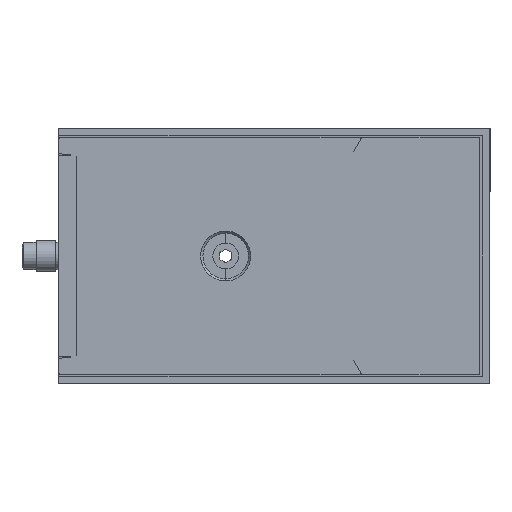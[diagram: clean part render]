
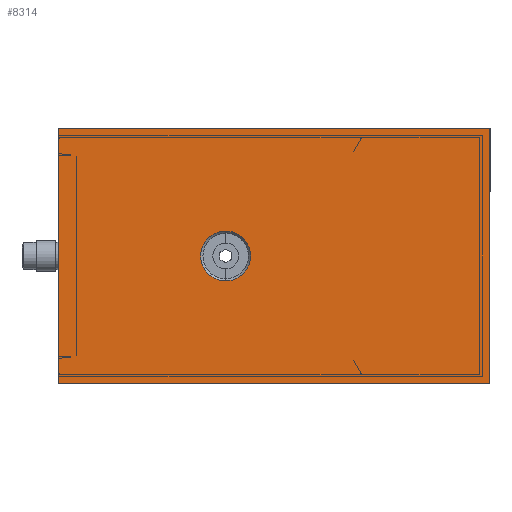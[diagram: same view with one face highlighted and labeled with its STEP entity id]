
A CAD part, left-side view. The second image highlights one B-rep face of the part: STEP entity #8314.
In plain terms, the highlighted planar face has unit normal (-1, 0, 0).
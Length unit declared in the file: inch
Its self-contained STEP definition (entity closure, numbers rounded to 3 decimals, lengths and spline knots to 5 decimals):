
#480 = DIRECTION ( 'NONE',  ( 0., 0., 1. ) ) ;
#481 = CARTESIAN_POINT ( 'NONE',  ( -29.0048, -1.44046, -0.8375 ) ) ;
#523 = DIRECTION ( 'NONE',  ( 0., -1., 0. ) ) ;
#530 = CARTESIAN_POINT ( 'NONE',  ( -29.0048, 1.38181, -0.8375 ) ) ;
#540 = CARTESIAN_POINT ( 'NONE',  ( -29.0048, 1.38181, 0.8375 ) ) ;
#553 = CARTESIAN_POINT ( 'NONE',  ( -29.0048, 1.38181, 0.8375 ) ) ;
#555 = DIRECTION ( 'NONE',  ( 0., 1., 0. ) ) ;
#604 = DIRECTION ( 'NONE',  ( 0., 0., -1. ) ) ;
#884 = ORIENTED_EDGE ( 'NONE', *, *, #4467, .F. ) ;
#885 = ORIENTED_EDGE ( 'NONE', *, *, #4365, .F. ) ;
#886 = ORIENTED_EDGE ( 'NONE', *, *, #4519, .T. ) ;
#887 = ORIENTED_EDGE ( 'NONE', *, *, #4522, .T. ) ;
#888 = ORIENTED_EDGE ( 'NONE', *, *, #4526, .T. ) ;
#889 = ORIENTED_EDGE ( 'NONE', *, *, #4527, .T. ) ;
#1134 = VECTOR ( 'NONE', #480, 39.37008 ) ;
#1137 = VECTOR ( 'NONE', #523, 39.37008 ) ;
#1140 = LINE ( 'NONE', #481, #1134 ) ;
#1142 = LINE ( 'NONE', #530, #1137 ) ;
#1147 = VECTOR ( 'NONE', #604, 39.37008 ) ;
#1149 = LINE ( 'NONE', #540, #1147 ) ;
#1151 = VECTOR ( 'NONE', #555, 39.37008 ) ;
#1156 = LINE ( 'NONE', #553, #1151 ) ;
#1269 = CIRCLE ( 'NONE', #4216, 0.1634 ) ;
#1719 = EDGE_LOOP ( 'NONE', ( #884, #885 ) ) ;
#1730 = EDGE_LOOP ( 'NONE', ( #886, #887, #888, #889 ) ) ;
#1942 = VERTEX_POINT ( 'NONE', #2846 ) ;
#1948 = VERTEX_POINT ( 'NONE', #2819 ) ;
#1949 = VERTEX_POINT ( 'NONE', #2818 ) ;
#1950 = VERTEX_POINT ( 'NONE', #2811 ) ;
#1952 = VERTEX_POINT ( 'NONE', #2807 ) ;
#1953 = VERTEX_POINT ( 'NONE', #2801 ) ;
#2738 = DIRECTION ( 'NONE',  ( 0., 0., -1. ) ) ;
#2739 = DIRECTION ( 'NONE',  ( -1., 0., 0. ) ) ;
#2741 = CARTESIAN_POINT ( 'NONE',  ( -29.0048, 0.29, 0. ) ) ;
#2801 = CARTESIAN_POINT ( 'NONE',  ( -29.0048, -1.44046, -0.8375 ) ) ;
#2807 = CARTESIAN_POINT ( 'NONE',  ( -29.0048, 1.38181, -0.8375 ) ) ;
#2811 = CARTESIAN_POINT ( 'NONE',  ( -29.0048, 1.38181, 0.8375 ) ) ;
#2818 = CARTESIAN_POINT ( 'NONE',  ( -29.0048, 0.29, -0.16341 ) ) ;
#2819 = CARTESIAN_POINT ( 'NONE',  ( -29.0048, 0.29, 0.1634 ) ) ;
#2846 = CARTESIAN_POINT ( 'NONE',  ( -29.0048, -1.44046, 0.8375 ) ) ;
#3416 = AXIS2_PLACEMENT_3D ( 'NONE', #6283, #6284, #6285 ) ;
#4216 = AXIS2_PLACEMENT_3D ( 'NONE', #6707, #6705, #6704 ) ;
#4248 = AXIS2_PLACEMENT_3D ( 'NONE', #2741, #2739, #2738 ) ;
#4365 = EDGE_CURVE ( 'NONE', #1948, #1949, #6666, .T. ) ;
#4467 = EDGE_CURVE ( 'NONE', #1949, #1948, #1269, .T. ) ;
#4519 = EDGE_CURVE ( 'NONE', #1942, #1950, #1156, .T. ) ;
#4522 = EDGE_CURVE ( 'NONE', #1950, #1952, #1149, .T. ) ;
#4526 = EDGE_CURVE ( 'NONE', #1952, #1953, #1142, .T. ) ;
#4527 = EDGE_CURVE ( 'NONE', #1953, #1942, #1140, .T. ) ;
#4864 = FACE_BOUND ( 'NONE', #1719, .T. ) ;
#4868 = FACE_OUTER_BOUND ( 'NONE', #1730, .T. ) ;
#6275 = PLANE ( 'NONE',  #3416 ) ;
#6283 = CARTESIAN_POINT ( 'NONE',  ( -29.0048, 0.2896, 0. ) ) ;
#6284 = DIRECTION ( 'NONE',  ( -1., 0., 0. ) ) ;
#6285 = DIRECTION ( 'NONE',  ( 0., 0., -1. ) ) ;
#6666 = CIRCLE ( 'NONE', #4248, 0.1634 ) ;
#6704 = DIRECTION ( 'NONE',  ( 0., 0., -1. ) ) ;
#6705 = DIRECTION ( 'NONE',  ( -1., 0., 0. ) ) ;
#6707 = CARTESIAN_POINT ( 'NONE',  ( -29.0048, 0.29, 0. ) ) ;
#8314 = ADVANCED_FACE ( 'NONE', ( #4864, #4868 ), #6275, .T. ) ;
